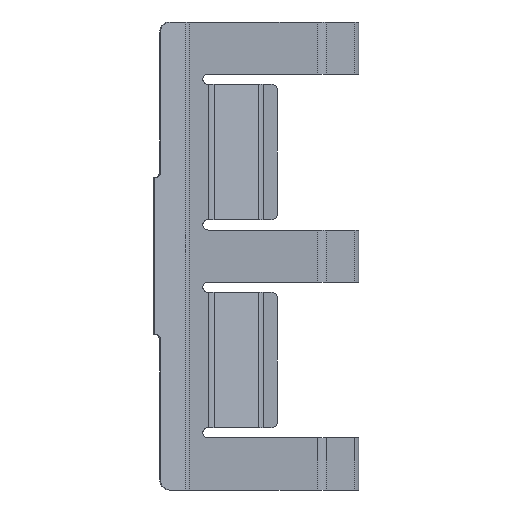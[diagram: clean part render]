
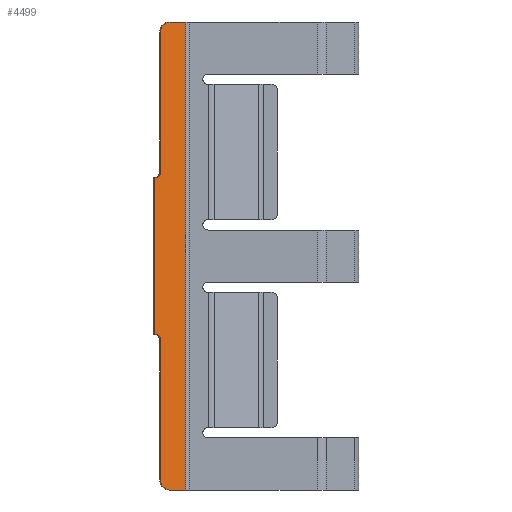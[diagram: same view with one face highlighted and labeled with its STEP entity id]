
A CAD part, left-side view. The second image highlights one B-rep face of the part: STEP entity #4499.
In plain terms, the highlighted planar face has unit normal (-0.936, -0.351, 0).
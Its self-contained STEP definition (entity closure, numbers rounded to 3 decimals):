
#36 = AXIS2_PLACEMENT_3D ( 'NONE', #2079, #4868, #2482 ) ;
#117 = CIRCLE ( 'NONE', #2938, 1. ) ;
#151 = EDGE_CURVE ( 'NONE', #387, #3403, #3700, .T. ) ;
#186 = VERTEX_POINT ( 'NONE', #758 ) ;
#245 = ORIENTED_EDGE ( 'NONE', *, *, #2807, .T. ) ;
#338 = DIRECTION ( 'NONE',  ( -0.936, -0.351, 0. ) ) ;
#344 = FACE_OUTER_BOUND ( 'NONE', #4533, .T. ) ;
#387 = VERTEX_POINT ( 'NONE', #2373 ) ;
#461 = ORIENTED_EDGE ( 'NONE', *, *, #5170, .T. ) ;
#491 = VECTOR ( 'NONE', #2586, 1000. ) ;
#502 = CARTESIAN_POINT ( 'NONE',  ( -4.621, 18.655, 21.5 ) ) ;
#504 = VECTOR ( 'NONE', #690, 1000. ) ;
#521 = VECTOR ( 'NONE', #3756, 1000. ) ;
#537 = CIRCLE ( 'NONE', #1412, 1. ) ;
#578 = CIRCLE ( 'NONE', #36, 0.5 ) ;
#595 = ORIENTED_EDGE ( 'NONE', *, *, #618, .T. ) ;
#618 = EDGE_CURVE ( 'NONE', #2516, #3187, #1854, .T. ) ;
#646 = LINE ( 'NONE', #4536, #521 ) ;
#682 = DIRECTION ( 'NONE',  ( 0.936, 0.351, 0. ) ) ;
#690 = DIRECTION ( 'NONE',  ( 0., 0., -1. ) ) ;
#736 = EDGE_CURVE ( 'NONE', #1968, #1135, #1732, .T. ) ;
#758 = CARTESIAN_POINT ( 'NONE',  ( -4.064, 17.17, -22.5 ) ) ;
#893 = ORIENTED_EDGE ( 'NONE', *, *, #3350, .T. ) ;
#895 = VECTOR ( 'NONE', #3695, 1000. ) ;
#912 = CARTESIAN_POINT ( 'NONE',  ( -4.972, 19.591, 8.06 ) ) ;
#916 = DIRECTION ( 'NONE',  ( 0.351, -0.936, 0. ) ) ;
#1044 = ORIENTED_EDGE ( 'NONE', *, *, #4495, .F. ) ;
#1079 = VERTEX_POINT ( 'NONE', #2895 ) ;
#1095 = CARTESIAN_POINT ( 'NONE',  ( -4.972, 19.591, -8.06 ) ) ;
#1135 = VERTEX_POINT ( 'NONE', #1771 ) ;
#1148 = EDGE_CURVE ( 'NONE', #3403, #2516, #646, .T. ) ;
#1170 = CARTESIAN_POINT ( 'NONE',  ( -4.064, 17.17, 22.5 ) ) ;
#1176 = DIRECTION ( 'NONE',  ( -0.351, 0.936, 0. ) ) ;
#1343 = ORIENTED_EDGE ( 'NONE', *, *, #1723, .T. ) ;
#1412 = AXIS2_PLACEMENT_3D ( 'NONE', #2727, #338, #3116 ) ;
#1416 = VECTOR ( 'NONE', #5172, 1000. ) ;
#1482 = AXIS2_PLACEMENT_3D ( 'NONE', #1605, #2014, #4808 ) ;
#1489 = DIRECTION ( 'NONE',  ( 0., 0., -1. ) ) ;
#1598 = VERTEX_POINT ( 'NONE', #3157 ) ;
#1605 = CARTESIAN_POINT ( 'NONE',  ( -5.2, 20.2, 22.5 ) ) ;
#1624 = LINE ( 'NONE', #1170, #2425 ) ;
#1626 = PLANE ( 'NONE',  #1482 ) ;
#1723 = EDGE_CURVE ( 'NONE', #1135, #3645, #117, .T. ) ;
#1732 = LINE ( 'NONE', #3934, #3719 ) ;
#1771 = CARTESIAN_POINT ( 'NONE',  ( -4.621, 18.655, 22.5 ) ) ;
#1854 = LINE ( 'NONE', #3441, #3957 ) ;
#1912 = CARTESIAN_POINT ( 'NONE',  ( -5.147, 20.06, 8.06 ) ) ;
#1967 = DIRECTION ( 'NONE',  ( 0., 0., -1. ) ) ;
#1968 = VERTEX_POINT ( 'NONE', #4075 ) ;
#2014 = DIRECTION ( 'NONE',  ( -0.936, -0.351, 0. ) ) ;
#2079 = CARTESIAN_POINT ( 'NONE',  ( -5.147, 20.06, -8.06 ) ) ;
#2115 = EDGE_CURVE ( 'NONE', #3187, #1079, #2612, .T. ) ;
#2373 = CARTESIAN_POINT ( 'NONE',  ( -4.972, 19.591, 8.06 ) ) ;
#2425 = VECTOR ( 'NONE', #1967, 1000. ) ;
#2433 = CARTESIAN_POINT ( 'NONE',  ( -4.972, 19.591, -8.06 ) ) ;
#2445 = ORIENTED_EDGE ( 'NONE', *, *, #4070, .T. ) ;
#2446 = CARTESIAN_POINT ( 'NONE',  ( -5.2, 20.2, 7.56 ) ) ;
#2482 = DIRECTION ( 'NONE',  ( -0.351, 0.936, 0. ) ) ;
#2503 = VERTEX_POINT ( 'NONE', #2433 ) ;
#2516 = VERTEX_POINT ( 'NONE', #2446 ) ;
#2586 = DIRECTION ( 'NONE',  ( 0.351, -0.936, 0. ) ) ;
#2612 = LINE ( 'NONE', #3376, #491 ) ;
#2727 = CARTESIAN_POINT ( 'NONE',  ( -4.621, 18.655, -21.5 ) ) ;
#2730 = DIRECTION ( 'NONE',  ( -0.351, 0.936, 0. ) ) ;
#2781 = CARTESIAN_POINT ( 'NONE',  ( -5.147, 20.06, 7.56 ) ) ;
#2807 = EDGE_CURVE ( 'NONE', #1079, #2503, #578, .T. ) ;
#2879 = LINE ( 'NONE', #912, #895 ) ;
#2895 = CARTESIAN_POINT ( 'NONE',  ( -5.147, 20.06, -7.56 ) ) ;
#2938 = AXIS2_PLACEMENT_3D ( 'NONE', #502, #3283, #916 ) ;
#3029 = VERTEX_POINT ( 'NONE', #3955 ) ;
#3082 = ORIENTED_EDGE ( 'NONE', *, *, #4934, .F. ) ;
#3116 = DIRECTION ( 'NONE',  ( 0.351, -0.936, 0. ) ) ;
#3157 = CARTESIAN_POINT ( 'NONE',  ( -4.972, 19.591, -21.5 ) ) ;
#3187 = VERTEX_POINT ( 'NONE', #3761 ) ;
#3283 = DIRECTION ( 'NONE',  ( -0.936, -0.351, 0. ) ) ;
#3350 = EDGE_CURVE ( 'NONE', #2503, #1598, #3693, .T. ) ;
#3376 = CARTESIAN_POINT ( 'NONE',  ( -5.2, 20.2, -7.56 ) ) ;
#3403 = VERTEX_POINT ( 'NONE', #2781 ) ;
#3441 = CARTESIAN_POINT ( 'NONE',  ( -5.2, 20.2, 22.5 ) ) ;
#3617 = AXIS2_PLACEMENT_3D ( 'NONE', #1912, #682, #1176 ) ;
#3626 = ORIENTED_EDGE ( 'NONE', *, *, #1148, .T. ) ;
#3645 = VERTEX_POINT ( 'NONE', #4847 ) ;
#3693 = LINE ( 'NONE', #1095, #504 ) ;
#3695 = DIRECTION ( 'NONE',  ( 0., 0., -1. ) ) ;
#3700 = CIRCLE ( 'NONE', #3617, 0.5 ) ;
#3719 = VECTOR ( 'NONE', #2730, 1000. ) ;
#3756 = DIRECTION ( 'NONE',  ( -0.351, 0.936, 0. ) ) ;
#3761 = CARTESIAN_POINT ( 'NONE',  ( -5.2, 20.2, -7.56 ) ) ;
#3788 = ORIENTED_EDGE ( 'NONE', *, *, #736, .T. ) ;
#3934 = CARTESIAN_POINT ( 'NONE',  ( -5.2, 20.2, 22.5 ) ) ;
#3955 = CARTESIAN_POINT ( 'NONE',  ( -4.621, 18.655, -22.5 ) ) ;
#3957 = VECTOR ( 'NONE', #1489, 1000. ) ;
#4070 = EDGE_CURVE ( 'NONE', #1598, #3029, #537, .T. ) ;
#4075 = CARTESIAN_POINT ( 'NONE',  ( -4.064, 17.17, 22.5 ) ) ;
#4170 = ORIENTED_EDGE ( 'NONE', *, *, #2115, .T. ) ;
#4495 = EDGE_CURVE ( 'NONE', #186, #3029, #4850, .T. ) ;
#4499 = ADVANCED_FACE ( 'NONE', ( #344 ), #1626, .T. ) ;
#4533 = EDGE_LOOP ( 'NONE', ( #893, #2445, #1044, #3082, #3788, #1343, #461, #4535, #3626, #595, #4170, #245 ) ) ;
#4535 = ORIENTED_EDGE ( 'NONE', *, *, #151, .T. ) ;
#4536 = CARTESIAN_POINT ( 'NONE',  ( -5.2, 20.2, 7.56 ) ) ;
#4782 = CARTESIAN_POINT ( 'NONE',  ( -5.2, 20.2, -22.5 ) ) ;
#4808 = DIRECTION ( 'NONE',  ( 0.351, -0.936, 0. ) ) ;
#4847 = CARTESIAN_POINT ( 'NONE',  ( -4.972, 19.591, 21.5 ) ) ;
#4850 = LINE ( 'NONE', #4782, #1416 ) ;
#4868 = DIRECTION ( 'NONE',  ( 0.936, 0.351, 0. ) ) ;
#4934 = EDGE_CURVE ( 'NONE', #1968, #186, #1624, .T. ) ;
#5170 = EDGE_CURVE ( 'NONE', #3645, #387, #2879, .T. ) ;
#5172 = DIRECTION ( 'NONE',  ( -0.351, 0.936, 0. ) ) ;
